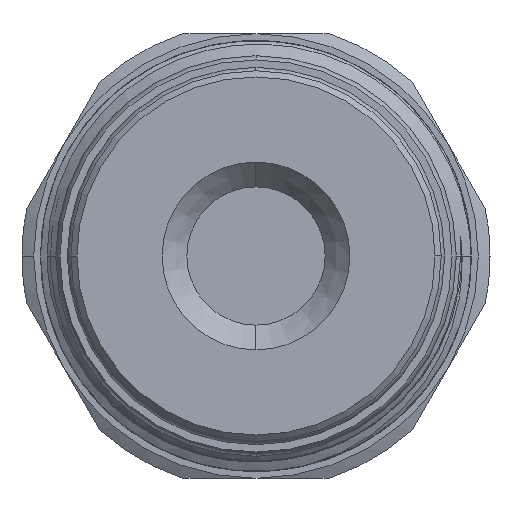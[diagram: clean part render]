
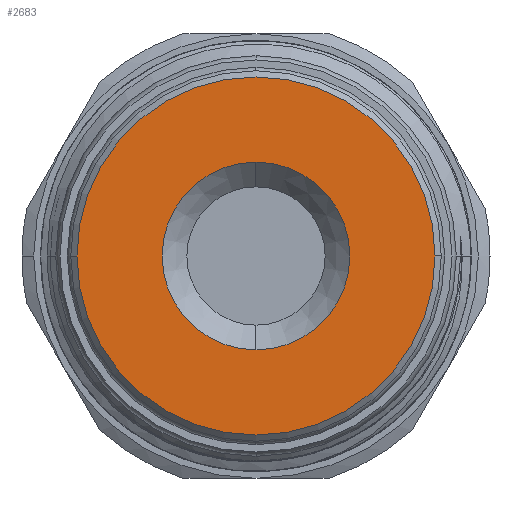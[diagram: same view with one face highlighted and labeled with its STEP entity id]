
A CAD part, left-side view. The second image highlights one B-rep face of the part: STEP entity #2683.
In plain terms, the highlighted planar face has unit normal (-1, 0, 0).
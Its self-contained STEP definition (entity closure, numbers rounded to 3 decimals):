
#487 = DIRECTION ( 'NONE',  ( 0., 1., 0. ) ) ;
#711 = ORIENTED_EDGE ( 'NONE', *, *, #2189, .T. ) ;
#933 = CARTESIAN_POINT ( 'NONE',  ( -47.8, -14.5, 0. ) ) ;
#1286 = DIRECTION ( 'NONE',  ( 1., 0., 0. ) ) ;
#2163 = AXIS2_PLACEMENT_3D ( 'NONE', #9788, #12674, #10688 ) ;
#2189 = EDGE_CURVE ( 'NONE', #5430, #13080, #12340, .T. ) ;
#2194 = CARTESIAN_POINT ( 'NONE',  ( -47.8, 14.5, 0. ) ) ;
#2683 = ADVANCED_FACE ( 'NONE', ( #9147, #10280 ), #9587, .F. ) ;
#2691 = AXIS2_PLACEMENT_3D ( 'NONE', #8690, #7791, #487 ) ;
#2721 = DIRECTION ( 'NONE',  ( 1., 0., 0. ) ) ;
#3676 = EDGE_CURVE ( 'NONE', #9968, #7139, #7676, .T. ) ;
#3880 = CIRCLE ( 'NONE', #2691, 7.6 ) ;
#4291 = AXIS2_PLACEMENT_3D ( 'NONE', #5389, #7922, #8853 ) ;
#4747 = EDGE_LOOP ( 'NONE', ( #711, #5234 ) ) ;
#5234 = ORIENTED_EDGE ( 'NONE', *, *, #9743, .T. ) ;
#5325 = CIRCLE ( 'NONE', #2163, 14.5 ) ;
#5389 = CARTESIAN_POINT ( 'NONE',  ( -47.8, 0., 0. ) ) ;
#5430 = VERTEX_POINT ( 'NONE', #2194 ) ;
#6538 = EDGE_LOOP ( 'NONE', ( #6828, #8980 ) ) ;
#6549 = AXIS2_PLACEMENT_3D ( 'NONE', #10625, #1286, #8542 ) ;
#6587 = AXIS2_PLACEMENT_3D ( 'NONE', #6907, #2721, #6952 ) ;
#6828 = ORIENTED_EDGE ( 'NONE', *, *, #3676, .T. ) ;
#6907 = CARTESIAN_POINT ( 'NONE',  ( -47.8, 0., 0. ) ) ;
#6952 = DIRECTION ( 'NONE',  ( 0., 1., 0. ) ) ;
#7139 = VERTEX_POINT ( 'NONE', #9823 ) ;
#7676 = CIRCLE ( 'NONE', #6587, 7.6 ) ;
#7791 = DIRECTION ( 'NONE',  ( 1., 0., 0. ) ) ;
#7922 = DIRECTION ( 'NONE',  ( -1., 0., 0. ) ) ;
#8542 = DIRECTION ( 'NONE',  ( 0., 1., 0. ) ) ;
#8580 = EDGE_CURVE ( 'NONE', #7139, #9968, #3880, .T. ) ;
#8690 = CARTESIAN_POINT ( 'NONE',  ( -47.8, 0., 0. ) ) ;
#8853 = DIRECTION ( 'NONE',  ( 0., 1., 0. ) ) ;
#8980 = ORIENTED_EDGE ( 'NONE', *, *, #8580, .T. ) ;
#9147 = FACE_OUTER_BOUND ( 'NONE', #4747, .T. ) ;
#9587 = PLANE ( 'NONE',  #6549 ) ;
#9743 = EDGE_CURVE ( 'NONE', #13080, #5430, #5325, .T. ) ;
#9788 = CARTESIAN_POINT ( 'NONE',  ( -47.8, 0., 0. ) ) ;
#9823 = CARTESIAN_POINT ( 'NONE',  ( -47.8, 0., -7.6 ) ) ;
#9968 = VERTEX_POINT ( 'NONE', #11367 ) ;
#10280 = FACE_BOUND ( 'NONE', #6538, .T. ) ;
#10625 = CARTESIAN_POINT ( 'NONE',  ( -47.8, 0., 0. ) ) ;
#10688 = DIRECTION ( 'NONE',  ( 0., 1., 0. ) ) ;
#11367 = CARTESIAN_POINT ( 'NONE',  ( -47.8, 0., 7.6 ) ) ;
#12340 = CIRCLE ( 'NONE', #4291, 14.5 ) ;
#12674 = DIRECTION ( 'NONE',  ( -1., 0., 0. ) ) ;
#13080 = VERTEX_POINT ( 'NONE', #933 ) ;
